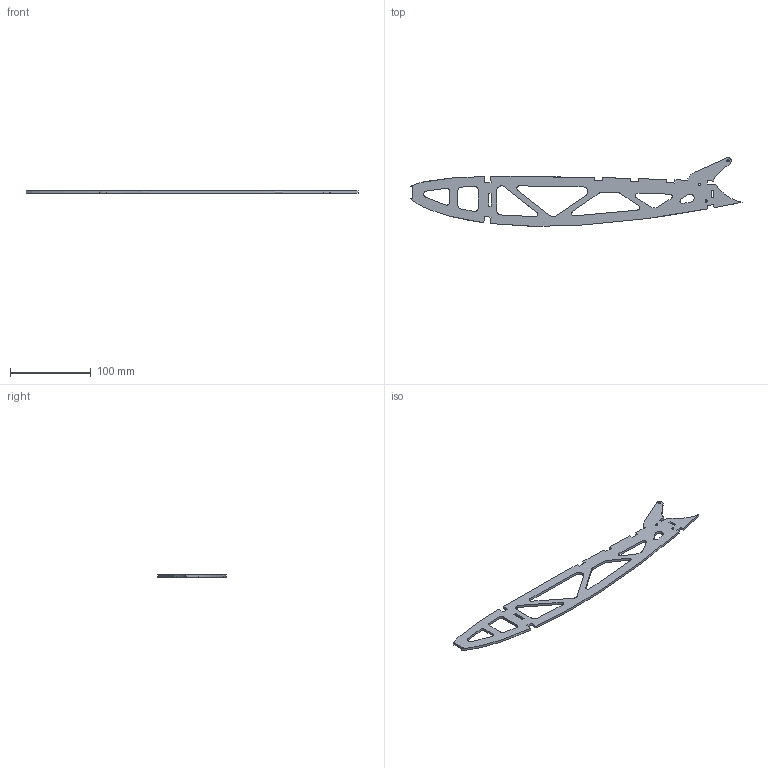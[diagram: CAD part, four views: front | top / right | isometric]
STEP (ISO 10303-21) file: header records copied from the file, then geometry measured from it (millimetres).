
FILE_DESCRIPTION(('CATIA V5 STEP Exchange','CAx-IF Rec.Pracs.--- Model Styling and Organization---1.5--- 2016-08-15','CAx-IF Rec.Pracs.---Supplemental Geometry---1.0---2011-11-01','CAx-IF Rec.Pracs.--- Composite Materials ---3.4---2017-06-13','CAx-IF Rec.Pracs.---External References---2.1---2005-01-19','CAx-IF Rec.Pracs.---Tessellated 3D Geometry---1.0---2015-12-17'),'2;1');
FILE_NAME('Symmetry of W9_Rib_G_Poplar_3mm.stp','2023-04-05T20:14:17+00:00',('none'),('none'),'CATIA Version 5-6 Release 2020 SP6','CATIA V5 STEP AP242 v2','none');
FILE_SCHEMA(('AP242_MANAGED_MODEL_BASED_3D_ENGINEERING_MIM_LF {1 0 10303 442 1 1 4}'));
Length unit declared in the file: millimetre
Products named in the file (1): Symmetry of W9_Rib_G_Poplar_3mm
Bounding box: 411.85 x 85.2 x 3 mm (x, y, z)
Volume: 39990.3 mm3; surface area: 32608.8 mm2
Topology: 1 solids, 1 shells, 99 faces, 291 edges, 194 vertices
Faces by surface type: plane 49, cylinder 33, extrusion 17
Entity records: 3583 total; most frequent: CARTESIAN_POINT 954, ORIENTED_EDGE 582, DIRECTION 432, EDGE_CURVE 291, VECTOR 208, VERTEX_POINT 194, LINE 191, AXIS2_PLACEMENT_3D 146
